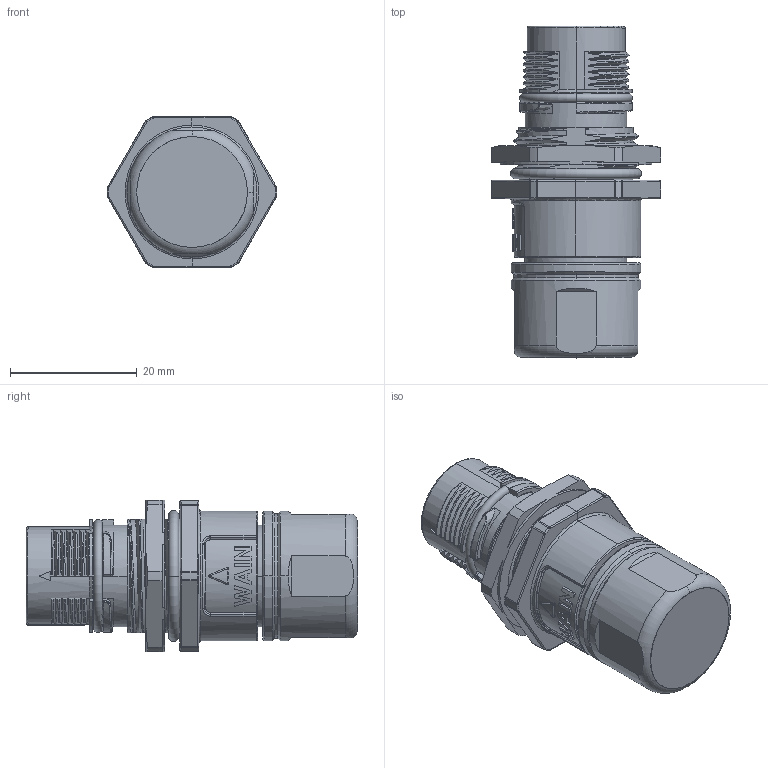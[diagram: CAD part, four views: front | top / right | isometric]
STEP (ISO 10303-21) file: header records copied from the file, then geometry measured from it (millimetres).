
FILE_DESCRIPTION((''),'2;1');
FILE_NAME('M17-012-CCT_R-DXX-SH','2023-12-15T',('13539'),(''),'PRO/ENGINEER BY PARAMETRIC TECHNOLOGY CORPORATION, 2012480','PRO/ENGINEER BY PARAMETRIC TECHNOLOGY CORPORATION, 2012480','');
FILE_SCHEMA(('CONFIG_CONTROL_DESIGN'));
Products named in the file (1): M17-012-CCT_R-DXX-SH
Bounding box: 26.8 x 52.41 x 23.91 mm (x, y, z)
Volume: 14259.1 mm3; surface area: 7972.5 mm2
Topology: 1 solids, 16 shells, 973 faces, 2654 edges, 1732 vertices
Faces by surface type: cylinder 303, plane 272, bspline 145, cone 135, torus 83, extrusion 23, sphere 12
Entity records: 43924 total; most frequent: CARTESIAN_POINT 20839, ORIENTED_EDGE 5284, DIRECTION 4161, EDGE_CURVE 2642, VERTEX_POINT 1732, AXIS2_PLACEMENT_3D 1595, EDGE_LOOP 1018, FACE_OUTER_BOUND 973
